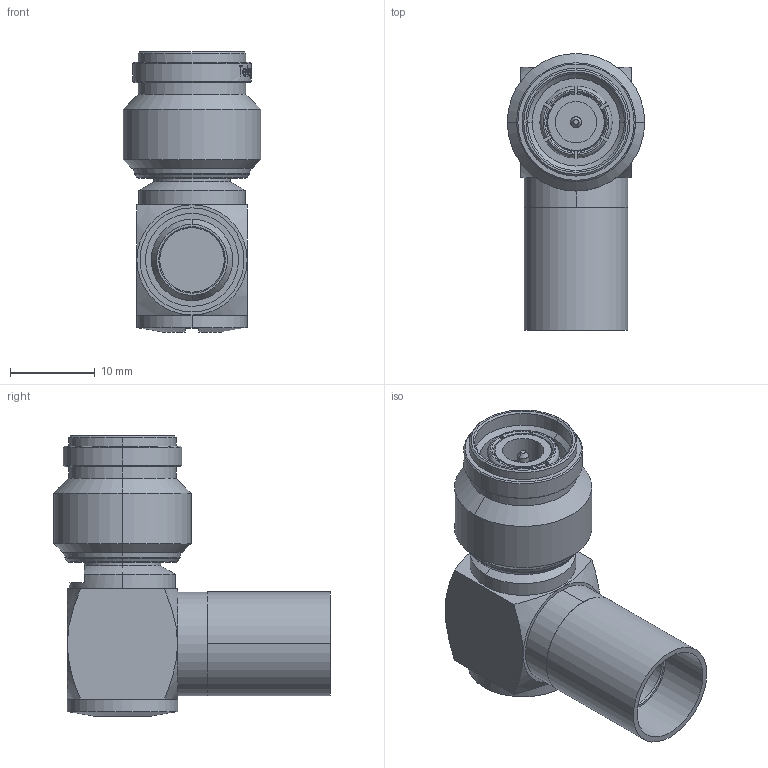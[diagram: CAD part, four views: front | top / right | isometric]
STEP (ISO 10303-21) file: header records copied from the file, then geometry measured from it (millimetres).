
FILE_DESCRIPTION (( 'STEP AP214' ), '1' );
FILE_NAME ('J01010a0064.STEP', '2013-04-22T09:06:26', ( 'Wartung1' ), ( '' ), 'SwSTEP 2.0', 'SolidWorks 2012', '' );
FILE_SCHEMA (( 'AUTOMOTIVE_DESIGN' ));
Length unit declared in the file: millimetre
Products named in the file (1): J01010a0064
Bounding box: 16.2 x 32.6 x 33 mm (x, y, z)
Volume: 6279 mm3; surface area: 3745.3 mm2
Topology: 1 solids, 3 shells, 321 faces, 779 edges, 500 vertices
Faces by surface type: plane 107, bspline 83, cylinder 73, cone 50, torus 8
Entity records: 18500 total; most frequent: CARTESIAN_POINT 8263, ORIENTED_EDGE 1558, DIRECTION 1124, EDGE_CURVE 779, VERTEX_POINT 500, AXIS2_PLACEMENT_3D 443, EDGE_LOOP 357, B_SPLINE_CURVE_WITH_KNOTS 323
